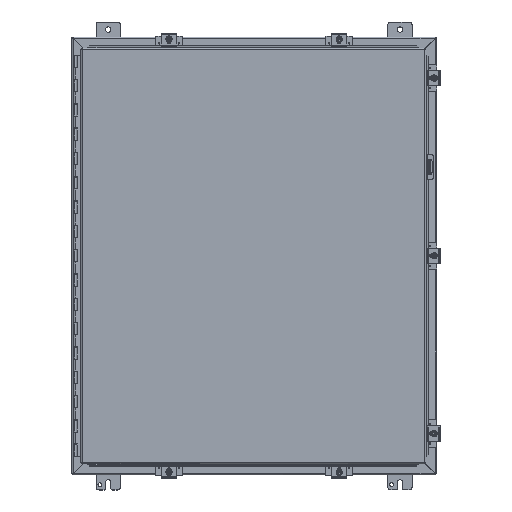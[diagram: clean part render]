
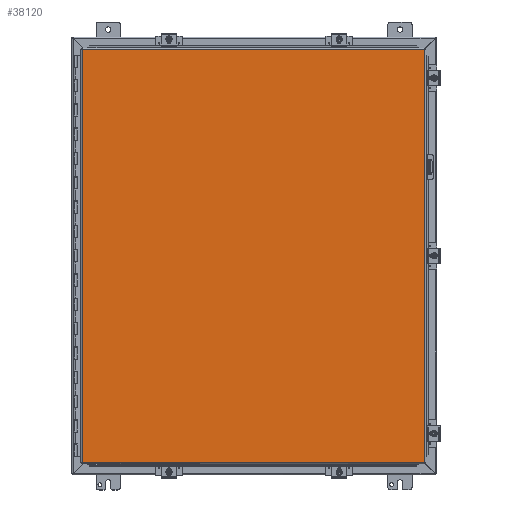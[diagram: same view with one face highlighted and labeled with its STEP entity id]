
A CAD part, top view. The second image highlights one B-rep face of the part: STEP entity #38120.
In plain terms, the highlighted face is planar.
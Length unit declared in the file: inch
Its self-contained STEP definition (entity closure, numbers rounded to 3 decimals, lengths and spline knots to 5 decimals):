
#241 = CARTESIAN_POINT ( 'NONE',  ( -14.08225, -16.9885, 0. ) ) ;
#856 = VERTEX_POINT ( 'NONE', #37928 ) ;
#2415 = LINE ( 'NONE', #30878, #48153 ) ;
#3075 = VERTEX_POINT ( 'NONE', #26073 ) ;
#4018 = CARTESIAN_POINT ( 'NONE',  ( 14.08225, -16.9885, 0. ) ) ;
#8555 = AXIS2_PLACEMENT_3D ( 'NONE', #23919, #55368, #28448 ) ;
#9901 = LINE ( 'NONE', #36491, #57243 ) ;
#12707 = LINE ( 'NONE', #241, #46897 ) ;
#12862 = VERTEX_POINT ( 'NONE', #41542 ) ;
#14336 = DIRECTION ( 'NONE',  ( 0., -1., 0. ) ) ;
#19427 = VERTEX_POINT ( 'NONE', #23921 ) ;
#21306 = DIRECTION ( 'NONE',  ( -1., 0., 0. ) ) ;
#23919 = CARTESIAN_POINT ( 'NONE',  ( 0., 0., 0. ) ) ;
#23921 = CARTESIAN_POINT ( 'NONE',  ( -14.08225, 16.9885, 0. ) ) ;
#25653 = ORIENTED_EDGE ( 'NONE', *, *, #30290, .T. ) ;
#26073 = CARTESIAN_POINT ( 'NONE',  ( -14.08225, -16.9885, 0. ) ) ;
#28448 = DIRECTION ( 'NONE',  ( 1., 0., 0. ) ) ;
#30290 = EDGE_CURVE ( 'NONE', #856, #12862, #9901, .T. ) ;
#30878 = CARTESIAN_POINT ( 'NONE',  ( -14.08225, 16.9885, 0. ) ) ;
#33124 = EDGE_LOOP ( 'NONE', ( #36520, #41500, #25653, #39615 ) ) ;
#36491 = CARTESIAN_POINT ( 'NONE',  ( 14.08225, 16.9885, 0. ) ) ;
#36520 = ORIENTED_EDGE ( 'NONE', *, *, #41243, .T. ) ;
#37928 = CARTESIAN_POINT ( 'NONE',  ( 14.08225, 16.9885, 0. ) ) ;
#38120 = ADVANCED_FACE ( 'NONE', ( #56477 ), #55186, .F. ) ;
#39615 = ORIENTED_EDGE ( 'NONE', *, *, #48975, .T. ) ;
#41243 = EDGE_CURVE ( 'NONE', #3075, #19427, #12707, .T. ) ;
#41500 = ORIENTED_EDGE ( 'NONE', *, *, #56406, .T. ) ;
#41542 = CARTESIAN_POINT ( 'NONE',  ( 14.08225, -16.9885, 0. ) ) ;
#44472 = DIRECTION ( 'NONE',  ( 1., 0., 0. ) ) ;
#44696 = LINE ( 'NONE', #4018, #55134 ) ;
#46897 = VECTOR ( 'NONE', #53240, 39.37008 ) ;
#48153 = VECTOR ( 'NONE', #44472, 39.37008 ) ;
#48975 = EDGE_CURVE ( 'NONE', #12862, #3075, #44696, .T. ) ;
#53240 = DIRECTION ( 'NONE',  ( 0., 1., 0. ) ) ;
#55134 = VECTOR ( 'NONE', #21306, 39.37008 ) ;
#55186 = PLANE ( 'NONE',  #8555 ) ;
#55368 = DIRECTION ( 'NONE',  ( 0., 0., 1. ) ) ;
#56406 = EDGE_CURVE ( 'NONE', #19427, #856, #2415, .T. ) ;
#56477 = FACE_OUTER_BOUND ( 'NONE', #33124, .T. ) ;
#57243 = VECTOR ( 'NONE', #14336, 39.37008 ) ;
